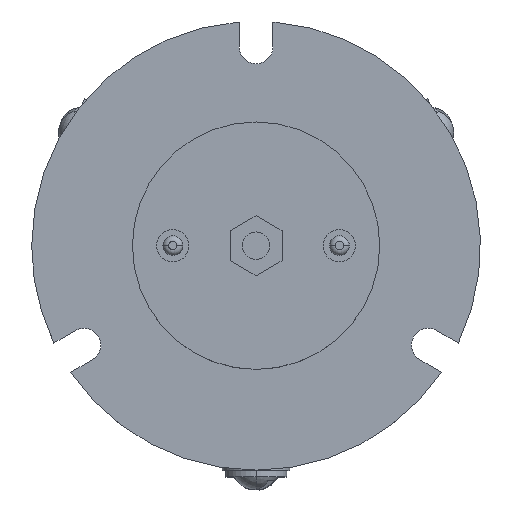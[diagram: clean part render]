
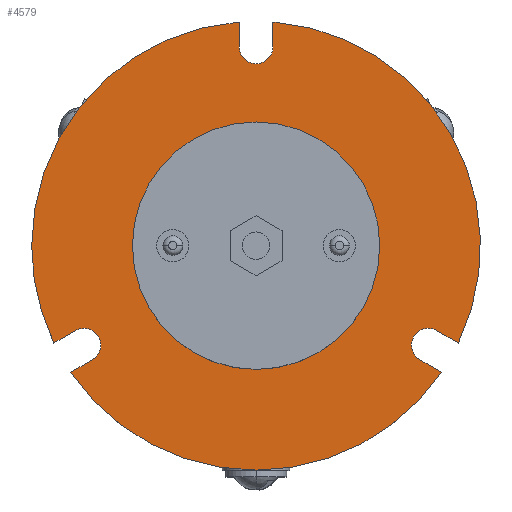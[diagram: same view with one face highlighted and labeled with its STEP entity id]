
A CAD part, top view. The second image highlights one B-rep face of the part: STEP entity #4579.
In plain terms, the highlighted planar face has unit normal (0, 0, 1).
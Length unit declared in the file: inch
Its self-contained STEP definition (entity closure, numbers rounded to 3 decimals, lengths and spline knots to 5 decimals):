
#80 = CIRCLE ( 'NONE', #5273, 0.08858 ) ;
#139 = CARTESIAN_POINT ( 'NONE',  ( 0., 0., 3.63189 ) ) ;
#153 = CARTESIAN_POINT ( 'NONE',  ( 0.08858, 1.04436, 3.63189 ) ) ;
#175 = DIRECTION ( 'NONE',  ( 0., 0., -1. ) ) ;
#213 = DIRECTION ( 'NONE',  ( 1., 0., 0. ) ) ;
#307 = CIRCLE ( 'NONE', #1380, 0.08858 ) ;
#353 = ORIENTED_EDGE ( 'NONE', *, *, #3975, .T. ) ;
#390 = AXIS2_PLACEMENT_3D ( 'NONE', #2297, #5258, #2730 ) ;
#401 = CARTESIAN_POINT ( 'NONE',  ( -0.08858, 1.04436, 3.63189 ) ) ;
#421 = EDGE_CURVE ( 'NONE', #2346, #3719, #488, .T. ) ;
#461 = EDGE_CURVE ( 'NONE', #2951, #4114, #4663, .T. ) ;
#488 = CIRCLE ( 'NONE', #701, 1.1785 ) ;
#504 = CARTESIAN_POINT ( 'NONE',  ( -0.94874, -0.44547, 3.63189 ) ) ;
#515 = VECTOR ( 'NONE', #3966, 39.37008 ) ;
#568 = CARTESIAN_POINT ( 'NONE',  ( 0.90444, -0.52218, 3.63189 ) ) ;
#570 = DIRECTION ( 'NONE',  ( 1., 0., 0. ) ) ;
#602 = ORIENTED_EDGE ( 'NONE', *, *, #1736, .T. ) ;
#617 = CIRCLE ( 'NONE', #5152, 0.64961 ) ;
#620 = LINE ( 'NONE', #4690, #3823 ) ;
#632 = DIRECTION ( 'NONE',  ( 0., 0., -1. ) ) ;
#651 = ORIENTED_EDGE ( 'NONE', *, *, #1871, .T. ) ;
#685 = CIRCLE ( 'NONE', #390, 0.08858 ) ;
#701 = AXIS2_PLACEMENT_3D ( 'NONE', #4710, #2176, #5141 ) ;
#733 = CARTESIAN_POINT ( 'NONE',  ( 0.86015, -0.5989, 3.63189 ) ) ;
#794 = ORIENTED_EDGE ( 'NONE', *, *, #461, .T. ) ;
#967 = DIRECTION ( 'NONE',  ( 1., 0., 0. ) ) ;
#991 = VECTOR ( 'NONE', #2930, 39.37008 ) ;
#993 = EDGE_CURVE ( 'NONE', #1981, #2196, #80, .T. ) ;
#1014 = CARTESIAN_POINT ( 'NONE',  ( 1.06202, -0.51087, 3.63189 ) ) ;
#1023 = CARTESIAN_POINT ( 'NONE',  ( 0., 0., 3.63189 ) ) ;
#1070 = DIRECTION ( 'NONE',  ( 0., 0., 1. ) ) ;
#1084 = DIRECTION ( 'NONE',  ( 1., 0., 0. ) ) ;
#1096 = ORIENTED_EDGE ( 'NONE', *, *, #4912, .T. ) ;
#1133 = EDGE_CURVE ( 'NONE', #3719, #3281, #4868, .T. ) ;
#1205 = CARTESIAN_POINT ( 'NONE',  ( 0.94874, -0.44547, 3.63189 ) ) ;
#1249 = CARTESIAN_POINT ( 'NONE',  ( -0.86015, -0.5989, 3.63189 ) ) ;
#1300 = VERTEX_POINT ( 'NONE', #1205 ) ;
#1380 = AXIS2_PLACEMENT_3D ( 'NONE', #2659, #175, #3085 ) ;
#1430 = DIRECTION ( 'NONE',  ( 1., 0., 0. ) ) ;
#1441 = VECTOR ( 'NONE', #2986, 39.37008 ) ;
#1458 = VERTEX_POINT ( 'NONE', #1670 ) ;
#1475 = VERTEX_POINT ( 'NONE', #3790 ) ;
#1522 = ORIENTED_EDGE ( 'NONE', *, *, #4515, .F. ) ;
#1525 = VERTEX_POINT ( 'NONE', #5005 ) ;
#1643 = EDGE_CURVE ( 'NONE', #1525, #1981, #3565, .T. ) ;
#1670 = CARTESIAN_POINT ( 'NONE',  ( -0.64961, 0., 3.63189 ) ) ;
#1736 = EDGE_CURVE ( 'NONE', #4364, #2951, #3021, .T. ) ;
#1765 = CARTESIAN_POINT ( 'NONE',  ( 0., 0., 3.63189 ) ) ;
#1839 = CARTESIAN_POINT ( 'NONE',  ( 0.86015, -0.5989, 3.63189 ) ) ;
#1851 = CARTESIAN_POINT ( 'NONE',  ( 0.97343, -0.6643, 3.63189 ) ) ;
#1868 = ORIENTED_EDGE ( 'NONE', *, *, #1133, .T. ) ;
#1871 = EDGE_CURVE ( 'NONE', #3281, #4364, #685, .T. ) ;
#1897 = VECTOR ( 'NONE', #2630, 39.37008 ) ;
#1961 = CARTESIAN_POINT ( 'NONE',  ( -0.94874, -0.44547, 3.63189 ) ) ;
#1981 = VERTEX_POINT ( 'NONE', #1961 ) ;
#1996 = CARTESIAN_POINT ( 'NONE',  ( -0.86015, -0.5989, 3.63189 ) ) ;
#2091 = CARTESIAN_POINT ( 'NONE',  ( 0., 0., 3.63189 ) ) ;
#2162 = DIRECTION ( 'NONE',  ( 0.866, -0.5, 0. ) ) ;
#2176 = DIRECTION ( 'NONE',  ( 0., 0., 1. ) ) ;
#2190 = DIRECTION ( 'NONE',  ( 1., 0., 0. ) ) ;
#2196 = VERTEX_POINT ( 'NONE', #1996 ) ;
#2218 = LINE ( 'NONE', #1249, #991 ) ;
#2232 = AXIS2_PLACEMENT_3D ( 'NONE', #568, #3479, #967 ) ;
#2233 = ORIENTED_EDGE ( 'NONE', *, *, #421, .T. ) ;
#2297 = CARTESIAN_POINT ( 'NONE',  ( 0., 1.04436, 3.63189 ) ) ;
#2346 = VERTEX_POINT ( 'NONE', #1014 ) ;
#2353 = AXIS2_PLACEMENT_3D ( 'NONE', #5231, #2698, #213 ) ;
#2355 = EDGE_CURVE ( 'NONE', #4541, #2658, #5111, .T. ) ;
#2457 = CARTESIAN_POINT ( 'NONE',  ( -0.08858, 1.17517, 3.63189 ) ) ;
#2519 = DIRECTION ( 'NONE',  ( 1., 0., 0. ) ) ;
#2542 = CIRCLE ( 'NONE', #2232, 0.08858 ) ;
#2548 = ORIENTED_EDGE ( 'NONE', *, *, #3875, .T. ) ;
#2630 = DIRECTION ( 'NONE',  ( 0., 1., 0. ) ) ;
#2658 = VERTEX_POINT ( 'NONE', #733 ) ;
#2659 = CARTESIAN_POINT ( 'NONE',  ( 0.90444, -0.52218, 3.63189 ) ) ;
#2698 = DIRECTION ( 'NONE',  ( 0., 0., 1. ) ) ;
#2730 = DIRECTION ( 'NONE',  ( 1., 0., 0. ) ) ;
#2741 = AXIS2_PLACEMENT_3D ( 'NONE', #139, #3052, #570 ) ;
#2844 = AXIS2_PLACEMENT_3D ( 'NONE', #1765, #4719, #2190 ) ;
#2930 = DIRECTION ( 'NONE',  ( -0.866, -0.5, 0. ) ) ;
#2951 = VERTEX_POINT ( 'NONE', #2457 ) ;
#2975 = ORIENTED_EDGE ( 'NONE', *, *, #3789, .T. ) ;
#2986 = DIRECTION ( 'NONE',  ( 0.866, 0.5, 0. ) ) ;
#3005 = CIRCLE ( 'NONE', #2741, 1.1785 ) ;
#3021 = LINE ( 'NONE', #5175, #1897 ) ;
#3052 = DIRECTION ( 'NONE',  ( 0., 0., 1. ) ) ;
#3064 = DIRECTION ( 'NONE',  ( 0., -1., 0. ) ) ;
#3076 = CIRCLE ( 'NONE', #4365, 1.1785 ) ;
#3085 = DIRECTION ( 'NONE',  ( 1., 0., 0. ) ) ;
#3118 = EDGE_CURVE ( 'NONE', #2658, #4011, #307, .T. ) ;
#3122 = CARTESIAN_POINT ( 'NONE',  ( -0.90444, -0.52218, 3.63189 ) ) ;
#3153 = FACE_OUTER_BOUND ( 'NONE', #4184, .T. ) ;
#3183 = CARTESIAN_POINT ( 'NONE',  ( 0., 0., 3.63189 ) ) ;
#3229 = ORIENTED_EDGE ( 'NONE', *, *, #5266, .T. ) ;
#3241 = ORIENTED_EDGE ( 'NONE', *, *, #2355, .T. ) ;
#3281 = VERTEX_POINT ( 'NONE', #4030 ) ;
#3338 = ORIENTED_EDGE ( 'NONE', *, *, #993, .T. ) ;
#3479 = DIRECTION ( 'NONE',  ( 0., 0., -1. ) ) ;
#3481 = CARTESIAN_POINT ( 'NONE',  ( -0.97343, -0.6643, 3.63189 ) ) ;
#3546 = DIRECTION ( 'NONE',  ( 1., 0., 0. ) ) ;
#3565 = LINE ( 'NONE', #504, #1441 ) ;
#3608 = PLANE ( 'NONE',  #4472 ) ;
#3719 = VERTEX_POINT ( 'NONE', #3728 ) ;
#3728 = CARTESIAN_POINT ( 'NONE',  ( 0.08858, 1.17517, 3.63189 ) ) ;
#3755 = ORIENTED_EDGE ( 'NONE', *, *, #1643, .T. ) ;
#3789 = EDGE_CURVE ( 'NONE', #2196, #5292, #2218, .T. ) ;
#3790 = CARTESIAN_POINT ( 'NONE',  ( 0.64961, 0., 3.63189 ) ) ;
#3791 = EDGE_LOOP ( 'NONE', ( #1522, #4505 ) ) ;
#3813 = CIRCLE ( 'NONE', #2844, 0.64961 ) ;
#3823 = VECTOR ( 'NONE', #2162, 39.37008 ) ;
#3875 = EDGE_CURVE ( 'NONE', #1300, #2346, #620, .T. ) ;
#3880 = ORIENTED_EDGE ( 'NONE', *, *, #3118, .T. ) ;
#3887 = VECTOR ( 'NONE', #3064, 39.37008 ) ;
#3966 = DIRECTION ( 'NONE',  ( -0.866, 0.5, 0. ) ) ;
#3973 = DIRECTION ( 'NONE',  ( 0., 0., 1. ) ) ;
#3975 = EDGE_CURVE ( 'NONE', #4011, #1300, #2542, .T. ) ;
#4011 = VERTEX_POINT ( 'NONE', #5163 ) ;
#4030 = CARTESIAN_POINT ( 'NONE',  ( 0.08858, 1.04436, 3.63189 ) ) ;
#4114 = VERTEX_POINT ( 'NONE', #4832 ) ;
#4148 = FACE_BOUND ( 'NONE', #3791, .T. ) ;
#4184 = EDGE_LOOP ( 'NONE', ( #3241, #3880, #353, #2548, #2233, #1868, #651, #602, #794, #1096, #3755, #3338, #2975, #3229 ) ) ;
#4364 = VERTEX_POINT ( 'NONE', #401 ) ;
#4365 = AXIS2_PLACEMENT_3D ( 'NONE', #2091, #5062, #2519 ) ;
#4472 = AXIS2_PLACEMENT_3D ( 'NONE', #3183, #1070, #1084 ) ;
#4505 = ORIENTED_EDGE ( 'NONE', *, *, #5014, .F. ) ;
#4515 = EDGE_CURVE ( 'NONE', #1458, #1475, #617, .T. ) ;
#4541 = VERTEX_POINT ( 'NONE', #1851 ) ;
#4579 = ADVANCED_FACE ( 'NONE', ( #3153, #4148 ), #3608, .T. ) ;
#4663 = CIRCLE ( 'NONE', #2353, 1.1785 ) ;
#4690 = CARTESIAN_POINT ( 'NONE',  ( 0.94874, -0.44547, 3.63189 ) ) ;
#4710 = CARTESIAN_POINT ( 'NONE',  ( 0., 0., 3.63189 ) ) ;
#4719 = DIRECTION ( 'NONE',  ( 0., 0., 1. ) ) ;
#4832 = CARTESIAN_POINT ( 'NONE',  ( -1.1785, 0., 3.63189 ) ) ;
#4868 = LINE ( 'NONE', #153, #3887 ) ;
#4912 = EDGE_CURVE ( 'NONE', #4114, #1525, #3076, .T. ) ;
#5005 = CARTESIAN_POINT ( 'NONE',  ( -1.06202, -0.51087, 3.63189 ) ) ;
#5014 = EDGE_CURVE ( 'NONE', #1475, #1458, #3813, .T. ) ;
#5062 = DIRECTION ( 'NONE',  ( 0., 0., 1. ) ) ;
#5111 = LINE ( 'NONE', #1839, #515 ) ;
#5141 = DIRECTION ( 'NONE',  ( 1., 0., 0. ) ) ;
#5152 = AXIS2_PLACEMENT_3D ( 'NONE', #1023, #3973, #1430 ) ;
#5163 = CARTESIAN_POINT ( 'NONE',  ( 0.81586, -0.52218, 3.63189 ) ) ;
#5175 = CARTESIAN_POINT ( 'NONE',  ( -0.08858, 1.04436, 3.63189 ) ) ;
#5231 = CARTESIAN_POINT ( 'NONE',  ( 0., 0., 3.63189 ) ) ;
#5258 = DIRECTION ( 'NONE',  ( 0., 0., -1. ) ) ;
#5266 = EDGE_CURVE ( 'NONE', #5292, #4541, #3005, .T. ) ;
#5273 = AXIS2_PLACEMENT_3D ( 'NONE', #3122, #632, #3546 ) ;
#5292 = VERTEX_POINT ( 'NONE', #3481 ) ;
